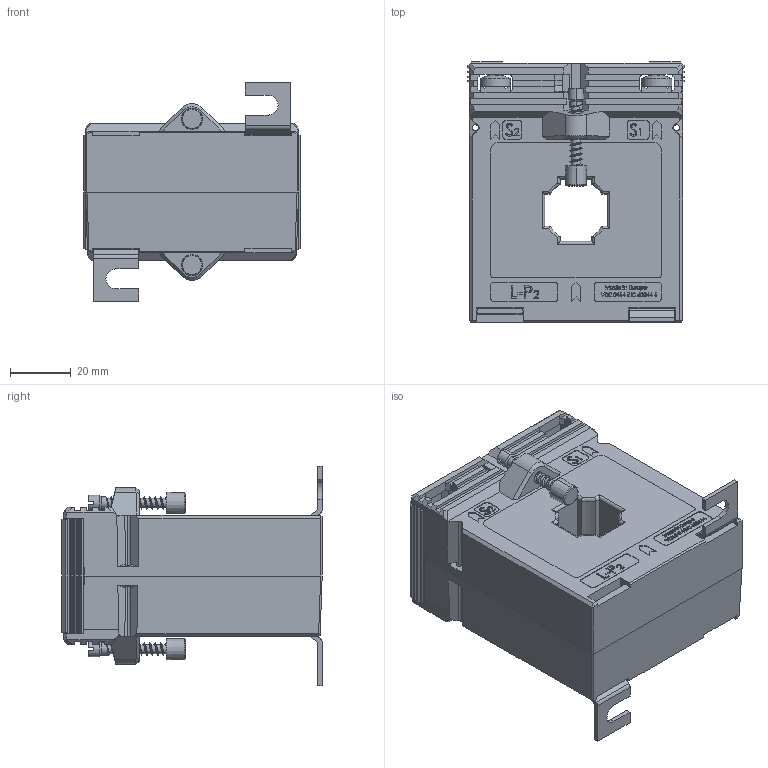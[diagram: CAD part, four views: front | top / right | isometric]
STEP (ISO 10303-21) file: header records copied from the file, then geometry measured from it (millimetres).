
FILE_DESCRIPTION (( 'STEP AP214' ), '1' );
FILE_NAME ('ASK421_4_kpl.STEP', '2012-02-07T07:30:03', ( ' ' ), ( '' ), 'SwSTEP 2.0', 'SolidWorks 2010', '' );
FILE_SCHEMA (( 'AUTOMOTIVE_DESIGN' ));
Length unit declared in the file: millimetre
Products named in the file (9): Verschlussklappe_38mm; Fusswinkel_1,5; Isolierschutzkappe; Plastite_Schraube_30_mit-Gewinde; MBS_WN-003_04_Klemme_WN-003_02; Linsenschraube DIN 7985 4.8 VZ M 5 x 10; ASK421_4_11; ASK421_4_11_Gehäuseoberteil; ASK421_4_kpl
Assembly tree (16 placements, depth 2):
  ASK421_4_kpl
    Plastite_Schraube_30_mit-Gewinde  x2
    Fusswinkel_1,5  x2
    Isolierschutzkappe  x2
    Linsenschraube DIN 7985 4.8 VZ M 5 x 10  x4
    MBS_WN-003_04_Klemme_WN-003_02  x2
    Verschlussklappe_38mm  x2
    ASK421_4_11_Gehäuseoberteil
    ASK421_4_11
Bounding box: 71 x 85.5 x 72 mm (x, y, z)
Volume: 210981.2 mm3; surface area: 53987.6 mm2
Topology: 16 solids, 16 shells, 1932 faces, 5024 edges, 3250 vertices
Faces by surface type: plane 1300, bspline 320, cylinder 198, cone 82, sphere 16, torus 16
Entity records: 70886 total; most frequent: CARTESIAN_POINT 31838, ORIENTED_EDGE 8740, DIRECTION 6529, EDGE_CURVE 4370, LINE 3309, VECTOR 3309, VERTEX_POINT 2860, EDGE_LOOP 1808
